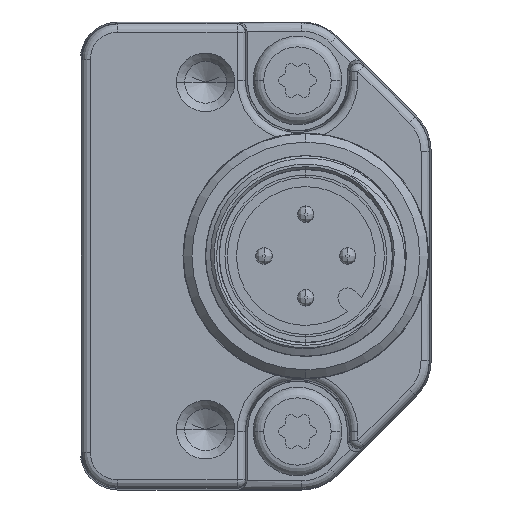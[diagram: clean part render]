
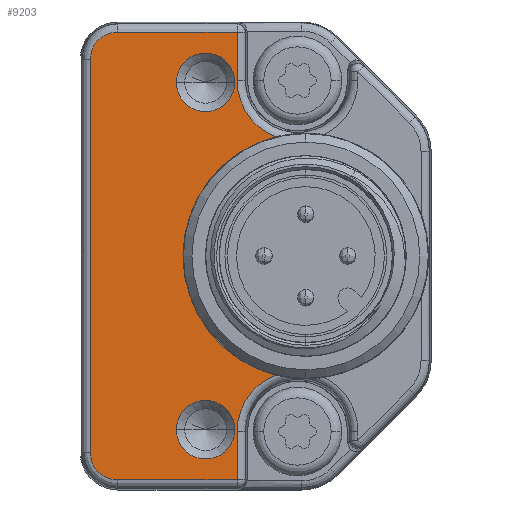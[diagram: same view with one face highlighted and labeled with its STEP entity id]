
A CAD part, left-side view. The second image highlights one B-rep face of the part: STEP entity #9203.
In plain terms, the highlighted planar face has unit normal (-1, 0, 0).
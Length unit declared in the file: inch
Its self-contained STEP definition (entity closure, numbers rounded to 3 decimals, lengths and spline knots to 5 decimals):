
#774=CARTESIAN_POINT('',(-0.49213,0.31496,
-0.41339));
#775=DIRECTION('',(1.,0.,0.));
#776=DIRECTION('',(0.,1.,0.));
#777=AXIS2_PLACEMENT_3D('',#774,#775,#776);
#779=DIRECTION('',(0.,0.,1.));
#780=VECTOR('',#779,0.11399);
#781=CARTESIAN_POINT('',(-0.49213,0.45723,
-0.52737));
#782=LINE('',#781,#780);
#783=DIRECTION('',(0.,-1.,0.));
#784=VECTOR('',#783,0.28096);
#785=CARTESIAN_POINT('',(-0.49213,0.73819,
-0.52737));
#786=LINE('',#785,#784);
#787=CARTESIAN_POINT('',(-0.49213,0.73819,
-0.4626));
#788=DIRECTION('',(-1.,0.,0.));
#789=DIRECTION('',(0.,1.,0.));
#790=AXIS2_PLACEMENT_3D('',#787,#788,#789);
#792=DIRECTION('',(0.,0.,-1.));
#793=VECTOR('',#792,0.9252);
#794=CARTESIAN_POINT('',(-0.49213,0.80296,
0.4626));
#795=LINE('',#794,#793);
#796=CARTESIAN_POINT('',(-0.49213,0.73819,
0.4626));
#797=DIRECTION('',(-1.,0.,0.));
#798=DIRECTION('',(0.,0.,1.));
#799=AXIS2_PLACEMENT_3D('',#796,#797,#798);
#801=DIRECTION('',(0.,1.,0.));
#802=VECTOR('',#801,0.28096);
#803=CARTESIAN_POINT('',(-0.49213,0.45723,
0.52737));
#804=LINE('',#803,#802);
#805=DIRECTION('',(0.,0.,1.));
#806=VECTOR('',#805,0.11399);
#807=CARTESIAN_POINT('',(-0.49213,0.45723,
0.41339));
#808=LINE('',#807,#806);
#809=CARTESIAN_POINT('',(-0.49213,0.31496,
0.41339));
#810=DIRECTION('',(1.,0.,0.));
#811=DIRECTION('',(0.,0.359,-0.933));
#812=AXIS2_PLACEMENT_3D('',#809,#810,#811);
#814=CARTESIAN_POINT('',(-0.49213,0.29528,0.));
#815=DIRECTION('',(-1.,0.,0.));
#816=DIRECTION('',(0.,0.244,0.97));
#817=AXIS2_PLACEMENT_3D('',#814,#815,#816);
#819=CARTESIAN_POINT('',(-0.49213,0.5315,
-0.40915));
#820=DIRECTION('',(1.,0.,0.));
#821=DIRECTION('',(0.,1.,0.));
#822=AXIS2_PLACEMENT_3D('',#819,#820,#821);
#824=CARTESIAN_POINT('',(-0.49213,0.5315,
-0.40915));
#825=DIRECTION('',(1.,0.,0.));
#826=DIRECTION('',(0.,-1.,0.));
#827=AXIS2_PLACEMENT_3D('',#824,#825,#826);
#829=CARTESIAN_POINT('',(-0.49213,0.5315,
0.40915));
#830=DIRECTION('',(1.,0.,0.));
#831=DIRECTION('',(0.,1.,0.));
#832=AXIS2_PLACEMENT_3D('',#829,#830,#831);
#834=CARTESIAN_POINT('',(-0.49213,0.5315,
0.40915));
#835=DIRECTION('',(1.,0.,0.));
#836=DIRECTION('',(0.,-1.,0.));
#837=AXIS2_PLACEMENT_3D('',#834,#835,#836);
#7306=CARTESIAN_POINT('',(-0.49213,0.80296,
-0.4626));
#7307=CARTESIAN_POINT('',(-0.49213,0.73819,
-0.52737));
#7308=VERTEX_POINT('',#7306);
#7309=VERTEX_POINT('',#7307);
#7314=CARTESIAN_POINT('',(-0.49213,0.80296,
0.4626));
#7315=VERTEX_POINT('',#7314);
#7318=CARTESIAN_POINT('',(-0.49213,0.73819,
0.52737));
#7319=VERTEX_POINT('',#7318);
#7342=CARTESIAN_POINT('',(-0.49213,0.60039,
-0.40915));
#7343=CARTESIAN_POINT('',(-0.49213,0.4626,
-0.40915));
#7344=VERTEX_POINT('',#7342);
#7345=VERTEX_POINT('',#7343);
#7350=CARTESIAN_POINT('',(-0.49213,0.60039,
0.40915));
#7351=CARTESIAN_POINT('',(-0.49213,0.4626,
0.40915));
#7352=VERTEX_POINT('',#7350);
#7353=VERTEX_POINT('',#7351);
#7386=CARTESIAN_POINT('',(-0.49213,0.45723,
-0.41339));
#7387=CARTESIAN_POINT('',(-0.49213,0.366,
-0.28059));
#7388=VERTEX_POINT('',#7386);
#7389=VERTEX_POINT('',#7387);
#7390=CARTESIAN_POINT('',(-0.49213,0.45723,
-0.52737));
#7391=VERTEX_POINT('',#7390);
#7414=CARTESIAN_POINT('',(-0.49213,0.366,
0.28059));
#7415=CARTESIAN_POINT('',(-0.49213,0.45723,
0.41339));
#7416=VERTEX_POINT('',#7414);
#7417=VERTEX_POINT('',#7415);
#7418=CARTESIAN_POINT('',(-0.49213,0.45723,
0.52737));
#7419=VERTEX_POINT('',#7418);
#9166=CARTESIAN_POINT('',(-0.49213,0.,0.));
#9167=DIRECTION('',(-1.,0.,0.));
#9168=DIRECTION('',(0.,0.,1.));
#9169=AXIS2_PLACEMENT_3D('',#9166,#9167,#9168);
#9170=PLANE('',#9169);
#9172=ORIENTED_EDGE('',*,*,#9171,.F.);
#9173=ORIENTED_EDGE('',*,*,#9156,.F.);
#9174=ORIENTED_EDGE('',*,*,#9133,.F.);
#9176=ORIENTED_EDGE('',*,*,#9175,.F.);
#9178=ORIENTED_EDGE('',*,*,#9177,.F.);
#9180=ORIENTED_EDGE('',*,*,#9179,.F.);
#9182=ORIENTED_EDGE('',*,*,#9181,.F.);
#9184=ORIENTED_EDGE('',*,*,#9183,.F.);
#9186=ORIENTED_EDGE('',*,*,#9185,.F.);
#9188=ORIENTED_EDGE('',*,*,#9187,.T.);
#9189=EDGE_LOOP('',(#9172,#9173,#9174,#9176,#9178,#9180,#9182,#9184,#9186,
#9188));
#9190=FACE_OUTER_BOUND('',#9189,.F.);
#9192=ORIENTED_EDGE('',*,*,#9191,.F.);
#9194=ORIENTED_EDGE('',*,*,#9193,.F.);
#9195=EDGE_LOOP('',(#9192,#9194));
#9196=FACE_BOUND('',#9195,.F.);
#9198=ORIENTED_EDGE('',*,*,#9197,.F.);
#9200=ORIENTED_EDGE('',*,*,#9199,.F.);
#9201=EDGE_LOOP('',(#9198,#9200));
#9202=FACE_BOUND('',#9201,.F.);
#9203=ADVANCED_FACE('',(#9190,#9196,#9202),#9170,.T.);
#778=CIRCLE('',#777,0.14227);
#791=CIRCLE('',#790,0.06477);
#800=CIRCLE('',#799,0.06477);
#813=CIRCLE('',#812,0.14227);
#818=CIRCLE('',#817,0.28937);
#823=CIRCLE('',#822,0.0689);
#828=CIRCLE('',#827,0.0689);
#833=CIRCLE('',#832,0.0689);
#838=CIRCLE('',#837,0.0689);
#9133=EDGE_CURVE('',#7309,#7391,#786,.T.);
#9156=EDGE_CURVE('',#7391,#7388,#782,.T.);
#9171=EDGE_CURVE('',#7388,#7389,#778,.T.);
#9175=EDGE_CURVE('',#7308,#7309,#791,.T.);
#9177=EDGE_CURVE('',#7315,#7308,#795,.T.);
#9179=EDGE_CURVE('',#7319,#7315,#800,.T.);
#9181=EDGE_CURVE('',#7419,#7319,#804,.T.);
#9183=EDGE_CURVE('',#7417,#7419,#808,.T.);
#9185=EDGE_CURVE('',#7416,#7417,#813,.T.);
#9187=EDGE_CURVE('',#7416,#7389,#818,.T.);
#9191=EDGE_CURVE('',#7344,#7345,#823,.T.);
#9193=EDGE_CURVE('',#7345,#7344,#828,.T.);
#9197=EDGE_CURVE('',#7352,#7353,#833,.T.);
#9199=EDGE_CURVE('',#7353,#7352,#838,.T.);
